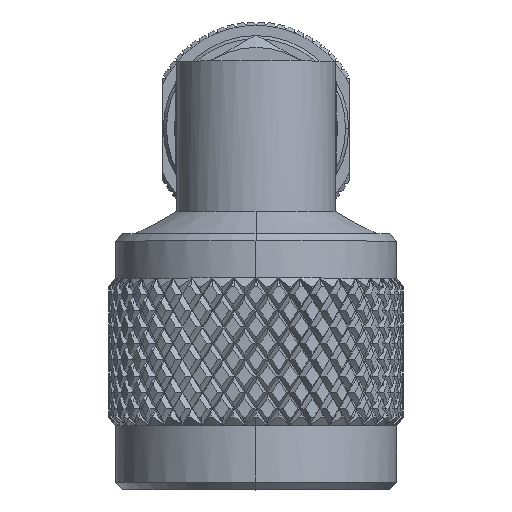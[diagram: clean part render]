
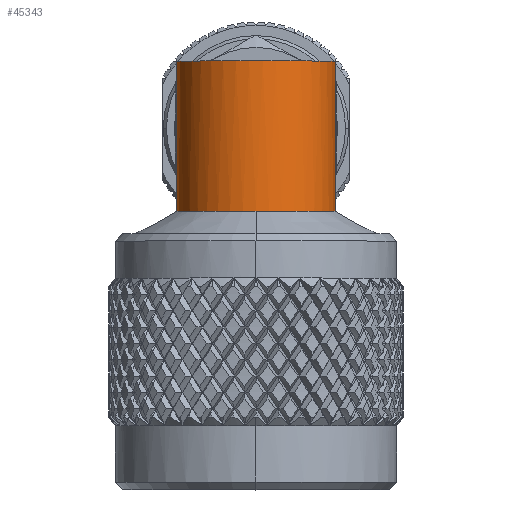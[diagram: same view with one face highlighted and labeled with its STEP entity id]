
A CAD part, top view. The second image highlights one B-rep face of the part: STEP entity #45343.
In plain terms, the highlighted cylindrical face has radius 5.395 mm (diameter 10.79 mm), a partial arc.
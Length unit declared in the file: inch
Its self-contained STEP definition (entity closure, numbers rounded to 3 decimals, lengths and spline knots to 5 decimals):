
#289 = EDGE_CURVE ( 'NONE', #53676, #5074, #83408, .T. ) ;
#3718 = AXIS2_PLACEMENT_3D ( 'NONE', #74074, #50208, #82596 ) ;
#5074 = VERTEX_POINT ( 'NONE', #54509 ) ;
#8690 = CARTESIAN_POINT ( 'NONE',  ( 0.05962, 0., 0. ) ) ;
#8820 = VECTOR ( 'NONE', #64518, 39.37008 ) ;
#12752 = FACE_OUTER_BOUND ( 'NONE', #96412, .T. ) ;
#16108 = CIRCLE ( 'NONE', #36773, 0.21241 ) ;
#19644 = CARTESIAN_POINT ( 'NONE',  ( 0.05962, 0.13037, 0.16769 ) ) ;
#29619 = VECTOR ( 'NONE', #45468, 39.37008 ) ;
#32872 = ORIENTED_EDGE ( 'NONE', *, *, #76226, .T. ) ;
#35976 = EDGE_CURVE ( 'NONE', #77410, #51693, #67613, .T. ) ;
#36773 = AXIS2_PLACEMENT_3D ( 'NONE', #60049, #83913, #51830 ) ;
#37576 = AXIS2_PLACEMENT_3D ( 'NONE', #8690, #48358, #40112 ) ;
#39276 = VERTEX_POINT ( 'NONE', #43066 ) ;
#40112 = DIRECTION ( 'NONE',  ( 0., 0., 1. ) ) ;
#41016 = ORIENTED_EDGE ( 'NONE', *, *, #289, .F. ) ;
#43066 = CARTESIAN_POINT ( 'NONE',  ( 0.05962, 0., -0.21241 ) ) ;
#45343 = ADVANCED_FACE ( 'NONE', ( #12752 ), #95959, .T. ) ;
#45468 = DIRECTION ( 'NONE',  ( 1., 0., 0. ) ) ;
#48358 = DIRECTION ( 'NONE',  ( -1., 0., 0. ) ) ;
#48608 = EDGE_CURVE ( 'NONE', #77410, #39276, #65749, .T. ) ;
#50208 = DIRECTION ( 'NONE',  ( -1., 0., 0. ) ) ;
#50398 = EDGE_CURVE ( 'NONE', #39276, #53676, #85029, .T. ) ;
#51693 = VERTEX_POINT ( 'NONE', #98304 ) ;
#51830 = DIRECTION ( 'NONE',  ( 0., 0., 1. ) ) ;
#52092 = CARTESIAN_POINT ( 'NONE',  ( 0.05962, 0., 0. ) ) ;
#53676 = VERTEX_POINT ( 'NONE', #89085 ) ;
#54509 = CARTESIAN_POINT ( 'NONE',  ( 0.46208, -0.13037, 0.16769 ) ) ;
#60049 = CARTESIAN_POINT ( 'NONE',  ( 0.46208, 0., 0. ) ) ;
#60896 = CARTESIAN_POINT ( 'NONE',  ( 0.05962, -0.13037, 0.16769 ) ) ;
#64518 = DIRECTION ( 'NONE',  ( 1., 0., 0. ) ) ;
#65749 = CIRCLE ( 'NONE', #83823, 0.21241 ) ;
#65792 = ORIENTED_EDGE ( 'NONE', *, *, #35976, .T. ) ;
#66188 = ORIENTED_EDGE ( 'NONE', *, *, #48608, .F. ) ;
#67613 = LINE ( 'NONE', #88717, #8820 ) ;
#74074 = CARTESIAN_POINT ( 'NONE',  ( -5.70743, 0., 0. ) ) ;
#76226 = EDGE_CURVE ( 'NONE', #51693, #5074, #16108, .T. ) ;
#77410 = VERTEX_POINT ( 'NONE', #19644 ) ;
#82596 = DIRECTION ( 'NONE',  ( 0., 0., 1. ) ) ;
#83408 = LINE ( 'NONE', #60896, #29619 ) ;
#83823 = AXIS2_PLACEMENT_3D ( 'NONE', #52092, #92031, #99902 ) ;
#83913 = DIRECTION ( 'NONE',  ( -1., 0., 0. ) ) ;
#85029 = CIRCLE ( 'NONE', #37576, 0.21241 ) ;
#88717 = CARTESIAN_POINT ( 'NONE',  ( 0.05962, 0.13037, 0.16769 ) ) ;
#89085 = CARTESIAN_POINT ( 'NONE',  ( 0.05962, -0.13037, 0.16769 ) ) ;
#92031 = DIRECTION ( 'NONE',  ( -1., 0., 0. ) ) ;
#95959 = CYLINDRICAL_SURFACE ( 'NONE', #3718, 0.21241 ) ;
#96412 = EDGE_LOOP ( 'NONE', ( #32872, #41016, #101403, #66188, #65792 ) ) ;
#98304 = CARTESIAN_POINT ( 'NONE',  ( 0.46208, 0.13037, 0.16769 ) ) ;
#99902 = DIRECTION ( 'NONE',  ( 0., 0., 1. ) ) ;
#101403 = ORIENTED_EDGE ( 'NONE', *, *, #50398, .F. ) ;
